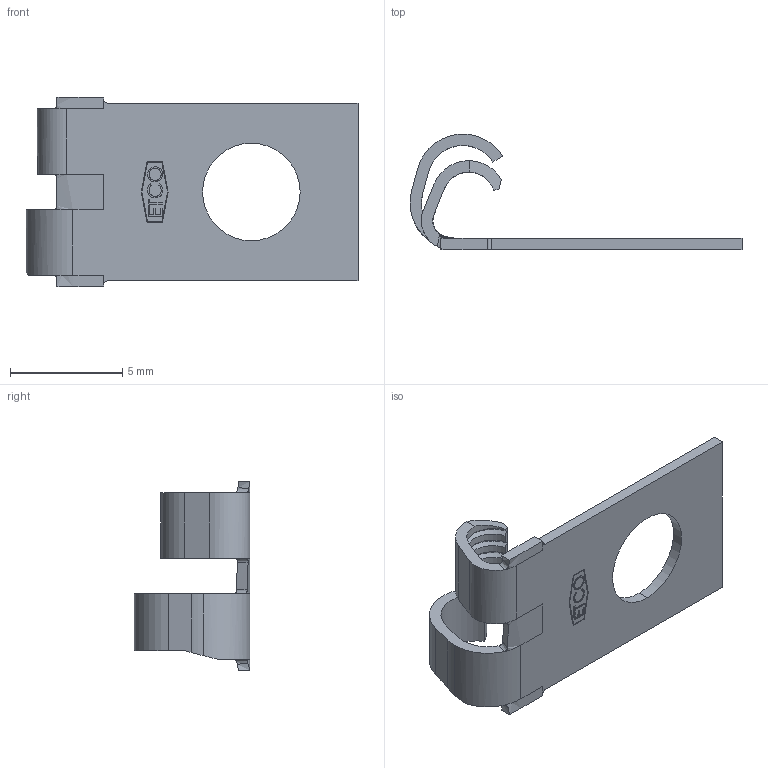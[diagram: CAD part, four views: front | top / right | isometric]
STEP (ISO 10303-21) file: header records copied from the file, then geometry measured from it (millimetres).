
FILE_DESCRIPTION (( 'STEP AP203' ), '1' );
FILE_NAME ('05030.STEP', '2019-12-30T18:26:06', ( 'tempuser' ), ( 'Microsoft' ), 'SwSTEP 2.0', 'SolidWorks 2019', '' );
FILE_SCHEMA (( 'CONFIG_CONTROL_DESIGN' ));
Length unit declared in the file: inch
Products named in the file (1): 05030
Bounding box: 14.79 x 5.16 x 8.43 mm (x, y, z)
Volume: 66 mm3; surface area: 310 mm2
Topology: 1 solids, 1 shells, 160 faces, 426 edges, 275 vertices
Faces by surface type: plane 88, bspline 30, cylinder 22, cone 20
Entity records: 6705 total; most frequent: CARTESIAN_POINT 2860, ORIENTED_EDGE 852, DIRECTION 659, EDGE_CURVE 426, LINE 293, VECTOR 293, VERTEX_POINT 275, AXIS2_PLACEMENT_3D 183
